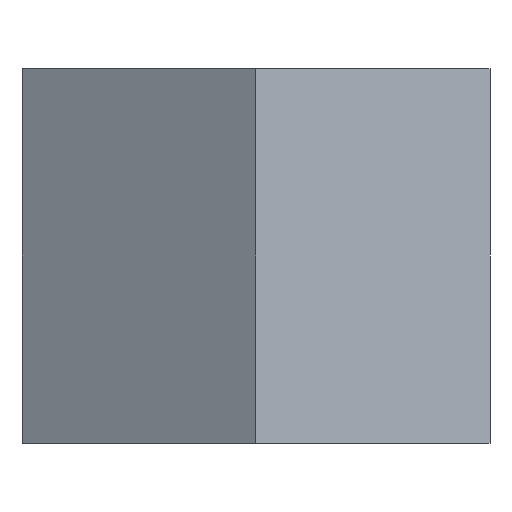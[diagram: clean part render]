
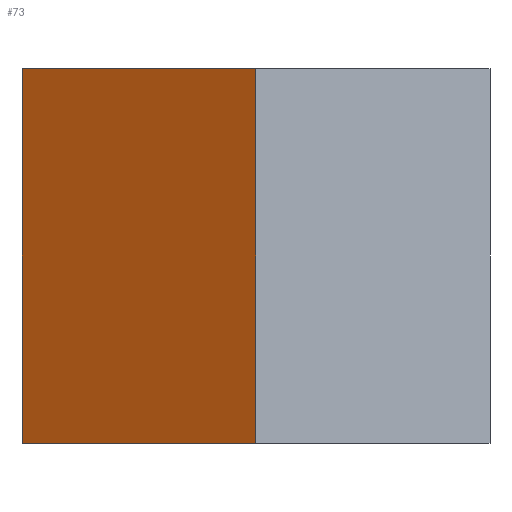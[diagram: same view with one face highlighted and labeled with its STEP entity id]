
A CAD part, front view. The second image highlights one B-rep face of the part: STEP entity #73.
In plain terms, the highlighted planar face has unit normal (-0.5, -0.866, 0).
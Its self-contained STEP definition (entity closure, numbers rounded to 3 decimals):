
#73=ADVANCED_FACE('',(#285),#287,.T.);
#285=FACE_BOUND('',#286,.T.);
#286=EDGE_LOOP('',(#449,#450,#451,#452));
#287=PLANE('',#288);
#288=AXIS2_PLACEMENT_3D('',#289,#290,#291);
#289=CARTESIAN_POINT('',(-25.,-14.434,0.));
#290=DIRECTION('',(-0.5,-0.866,0.));
#291=DIRECTION('',(0.866,-0.5,0.));
#449=ORIENTED_EDGE('',*,*,#524,.T.);
#450=ORIENTED_EDGE('',*,*,#543,.T.);
#451=ORIENTED_EDGE('',*,*,#544,.F.);
#452=ORIENTED_EDGE('',*,*,#545,.F.);
#524=EDGE_CURVE('',#619,#620,#621,.T.);
#543=EDGE_CURVE('',#620,#651,#652,.T.);
#544=EDGE_CURVE('',#653,#651,#654,.T.);
#545=EDGE_CURVE('',#619,#653,#655,.T.);
#619=VERTEX_POINT('',#1581);
#620=VERTEX_POINT('',#1582);
#621=LINE('',#1583,#1584);
#651=VERTEX_POINT('',#1652);
#652=LINE('',#1653,#1654);
#653=VERTEX_POINT('',#1656);
#654=LINE('',#1657,#1658);
#655=LINE('',#1660,#1661);
#1581=CARTESIAN_POINT('',(-25.,-14.434,0.));
#1582=CARTESIAN_POINT('',(0.,-28.868,0.));
#1583=CARTESIAN_POINT('',(-25.,-14.434,0.));
#1584=VECTOR('',#1585,1.);
#1585=DIRECTION('',(0.866,-0.5,0.));
#1652=CARTESIAN_POINT('',(0.,-28.868,40.));
#1653=CARTESIAN_POINT('',(0.,-28.868,0.));
#1654=VECTOR('',#1655,1.);
#1655=DIRECTION('',(0.,0.,1.));
#1656=CARTESIAN_POINT('',(-25.,-14.434,40.));
#1657=CARTESIAN_POINT('',(-25.,-14.434,40.));
#1658=VECTOR('',#1659,1.);
#1659=DIRECTION('',(0.866,-0.5,0.));
#1660=CARTESIAN_POINT('',(-25.,-14.434,0.));
#1661=VECTOR('',#1662,1.);
#1662=DIRECTION('',(0.,0.,1.));
